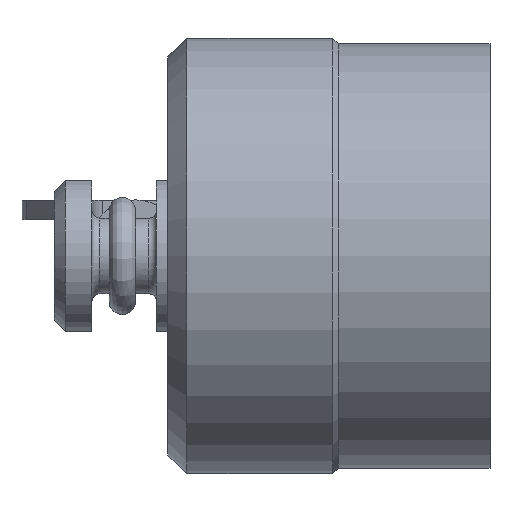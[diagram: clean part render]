
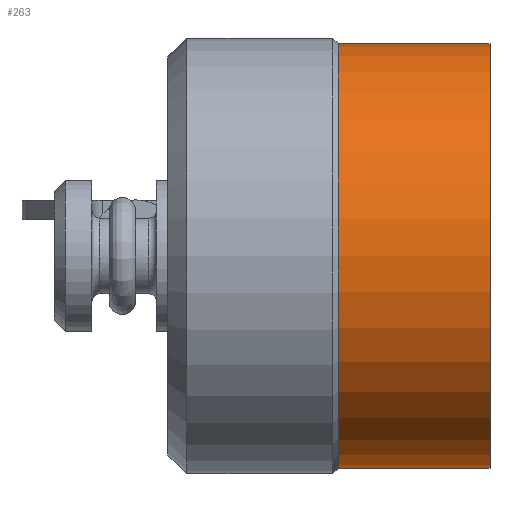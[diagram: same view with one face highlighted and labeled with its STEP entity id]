
A CAD part, top view. The second image highlights one B-rep face of the part: STEP entity #263.
In plain terms, the highlighted cylindrical face has radius 5.6 mm (diameter 11.2 mm), a full revolution.
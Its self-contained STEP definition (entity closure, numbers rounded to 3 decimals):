
#186=CYLINDRICAL_SURFACE('',#1012,5.6);
#263=ADVANCED_FACE('',(#363,#364),#186,.T.);
#363=FACE_BOUND('',#426,.T.);
#364=FACE_BOUND('',#427,.T.);
#426=EDGE_LOOP('',(#524));
#427=EDGE_LOOP('',(#525));
#524=ORIENTED_EDGE('',*,*,#845,.F.);
#525=ORIENTED_EDGE('',*,*,#846,.T.);
#759=VERTEX_POINT('',#1889);
#760=VERTEX_POINT('',#1891);
#845=EDGE_CURVE('',#759,#759,#954,.T.);
#846=EDGE_CURVE('',#760,#760,#955,.T.);
#954=CIRCLE('',#1010,5.6);
#955=CIRCLE('',#1011,5.6);
#1010=AXIS2_PLACEMENT_3D('',#1888,#1126,#1127);
#1011=AXIS2_PLACEMENT_3D('',#1890,#1128,#1129);
#1012=AXIS2_PLACEMENT_3D('',#1892,#1130,#1131);
#1126=DIRECTION('',(1.,0.,0.));
#1127=DIRECTION('',(0.,0.,-1.));
#1128=DIRECTION('',(1.,0.,0.));
#1129=DIRECTION('',(0.,0.,-1.));
#1130=DIRECTION('',(1.,0.,0.));
#1131=DIRECTION('',(0.,0.,-1.));
#1888=CARTESIAN_POINT('',(11.5,0.,0.));
#1889=CARTESIAN_POINT('',(11.5,0.,-5.6));
#1890=CARTESIAN_POINT('',(7.5,0.,0.));
#1891=CARTESIAN_POINT('',(7.5,0.,-5.6));
#1892=CARTESIAN_POINT('',(9.5,0.,0.));
